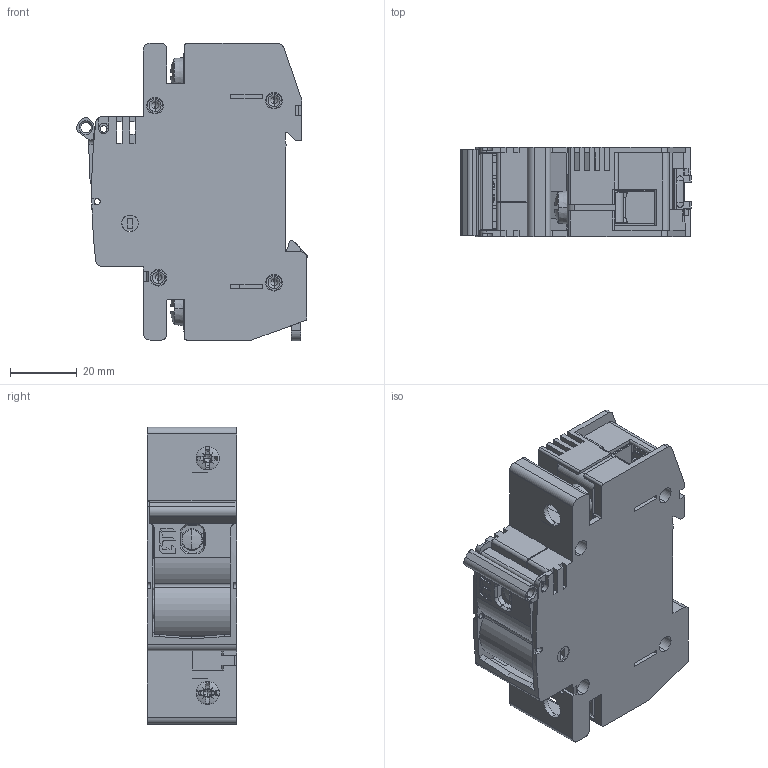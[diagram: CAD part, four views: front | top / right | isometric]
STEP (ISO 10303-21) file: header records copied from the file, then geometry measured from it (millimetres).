
FILE_DESCRIPTION((''),'2;1');
FILE_NAME('002271001_STV_D02_63A_1P_ASM','2023-01-24T14:04:50',('klemen.sitar'),('Audax d.o.o.'),'CREO PARAMETRIC BY PTC INC, 2021304','CREO PARAMETRIC BY PTC INC, 2021304','');
FILE_SCHEMA(('AP242_MANAGED_MODEL_BASED_3D_ENGINEERING_MIM_LF { 1 0 10303 442 1 1 4 }'));
Products named in the file (13): STV_GUMB_ETI_1_1_1_1; STV_GUMB_ETI_1_2_1_1; 0000060159_1_1_1_2_1_1_1_1; LUCKA_1_1; STV_PREDAL_ETI_1_1; PRT9528_1_1; COP_1_1; PRT9531_1_1; PRT9530_1_1_1; PRT9530_1_2_1; PRT9530_1_3_1; 002271001_STV_D02_63A_1P_ASM_1_ASM; 002271001_STV_D02_63A_1P_ASM
Assembly tree (13 placements, depth 3):
  002271001_STV_D02_63A_1P_ASM
    002271001_STV_D02_63A_1P_ASM_1_ASM
      STV_GUMB_ETI_1_1_1_1
      STV_GUMB_ETI_1_2_1_1
      0000060159_1_1_1_2_1_1_1_1  x2
      LUCKA_1_1
      STV_PREDAL_ETI_1_1
      PRT9528_1_1
      COP_1_1
      PRT9531_1_1
      PRT9530_1_1_1
      PRT9530_1_2_1
      PRT9530_1_3_1
Bounding box: 69.23 x 26.8 x 89.2 mm (x, y, z)
Volume: 84668.2 mm3; surface area: 52303.2 mm2
Topology: 12 solids, 12 shells, 1915 faces, 5422 edges, 3512 vertices
Faces by surface type: plane 1252, cylinder 429, cone 94, extrusion 69, torus 40, bspline 23, sphere 8
Entity records: 78263 total; most frequent: CARTESIAN_POINT 14030, ORIENTED_EDGE 10520, DIRECTION 9685, EDGE_CURVE 5260, VECTOR 3909, LINE 3840, VERTEX_POINT 3419, AXIS2_PLACEMENT_3D 2888
